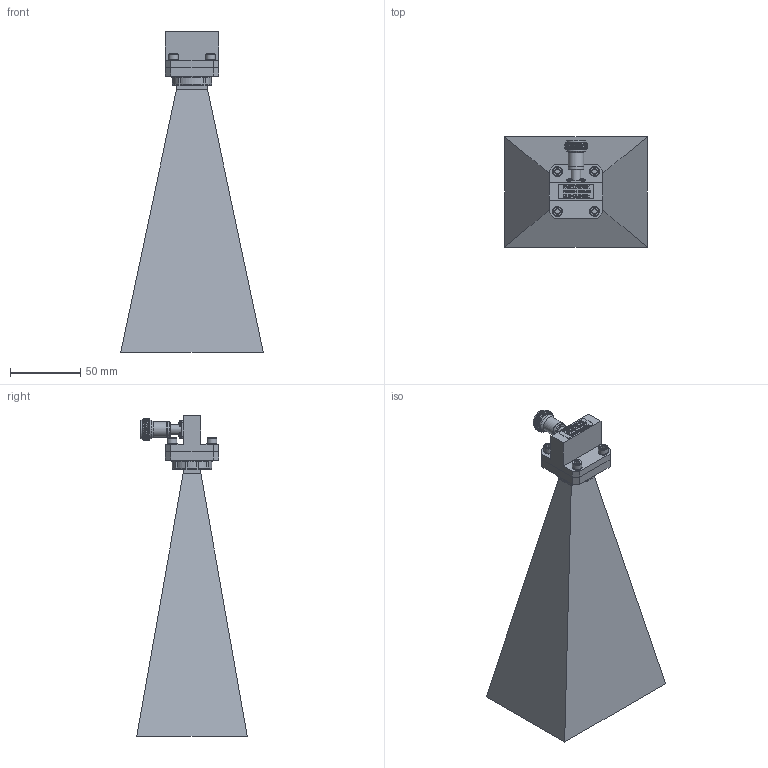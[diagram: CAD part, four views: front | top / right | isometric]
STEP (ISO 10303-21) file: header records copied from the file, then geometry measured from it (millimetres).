
FILE_DESCRIPTION (( 'STEP AP203' ), '1' );
FILE_NAME ('PE9855-NF-20_3D.step', '2021-02-11T19:33:04', ( '' ), ( '' ), 'SwSTEP 2.0', 'SolidWorks 2018', '' );
FILE_SCHEMA (( 'CONFIG_CONTROL_DESIGN' ));
Length unit declared in the file: inch
Products named in the file (4): Copy of Hex Screw^PE9855-NF-20; PE9855-20; PE9874; PE9855-NF-20_3D
Assembly tree (6 placements, depth 2):
  PE9855-NF-20_3D
    PE9855-20
    PE9874
    Copy of Hex Screw^PE9855-NF-20  x4
Bounding box: 101.7 x 78.84 x 228.73 mm (x, y, z)
Volume: 89436.8 mm3; surface area: 97510.9 mm2
Topology: 12 solids, 12 shells, 910 faces, 2358 edges, 1548 vertices
Faces by surface type: plane 499, bspline 200, cylinder 130, cone 72, torus 9
Full cylindrical faces by diameter (mm): 1.016 x4, 1.524 x1, 2.032 x1, 3.658 x8, 4.172 x4, 6.807 x1, 6.972 x4, 7.125 x4, 10.414 x2, 10.922 x2, 13.462 x2
Entity records: 39728 total; most frequent: CARTESIAN_POINT 20800, ORIENTED_EDGE 4228, DIRECTION 2973, EDGE_CURVE 2114, VERTEX_POINT 1418, LINE 1259, VECTOR 1259, EDGE_LOOP 958
